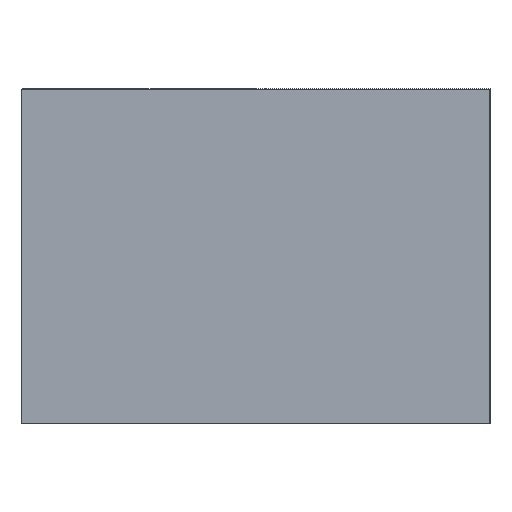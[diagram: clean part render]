
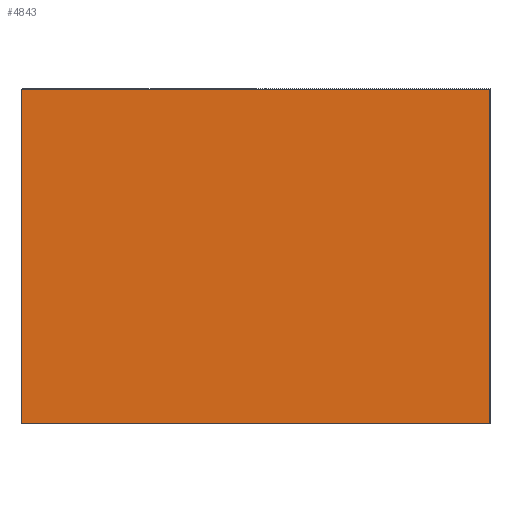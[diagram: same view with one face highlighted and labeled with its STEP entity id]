
A CAD part, left-side view. The second image highlights one B-rep face of the part: STEP entity #4843.
In plain terms, the highlighted planar face has unit normal (-1, 0, 0).
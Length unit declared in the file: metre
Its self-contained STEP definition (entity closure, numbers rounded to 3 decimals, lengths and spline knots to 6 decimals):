
#1128=ORIENTED_EDGE('',*,*,#2151,.F.);
#1129=ORIENTED_EDGE('',*,*,#1896,.F.);
#1130=ORIENTED_EDGE('',*,*,#2153,.T.);
#1131=ORIENTED_EDGE('',*,*,#1912,.T.);
#1896=EDGE_CURVE('',#2414,#2415,#2804,.T.);
#1912=EDGE_CURVE('',#2429,#2428,#2820,.T.);
#2151=EDGE_CURVE('',#2415,#2428,#2827,.T.);
#2153=EDGE_CURVE('',#2414,#2429,#2829,.T.);
#2414=VERTEX_POINT('',#7604);
#2415=VERTEX_POINT('',#7606);
#2428=VERTEX_POINT('',#7636);
#2429=VERTEX_POINT('',#7638);
#2804=LINE('',#7605,#2852);
#2820=LINE('',#7637,#2868);
#2827=LINE('',#8114,#2875);
#2829=LINE('',#8117,#2877);
#2852=VECTOR('',#6089,1.);
#2868=VECTOR('',#6109,1.);
#2875=VECTOR('',#6586,1.);
#2877=VECTOR('',#6590,1.);
#3245=EDGE_LOOP('',(#1128,#1129,#1130,#1131));
#4207=FACE_BOUND('',#3245,.T.);
#4821=PLANE('',#5462);
#4843=ADVANCED_FACE('',(#4207),#4821,.T.);
#5462=AXIS2_PLACEMENT_3D('',#8116,#6588,#6589);
#6089=DIRECTION('',(0.,0.,-1.));
#6109=DIRECTION('',(0.,0.,-1.));
#6586=DIRECTION('',(0.,1.,0.));
#6588=DIRECTION('',(-1.,0.,0.));
#6589=DIRECTION('',(0.,0.,1.));
#6590=DIRECTION('',(0.,1.,0.));
#7604=CARTESIAN_POINT('',(-0.05,-0.035,0.05));
#7605=CARTESIAN_POINT('',(-0.05,-0.035,0.05));
#7606=CARTESIAN_POINT('',(-0.05,-0.035,0.));
#7636=CARTESIAN_POINT('',(-0.05,0.035,0.));
#7637=CARTESIAN_POINT('',(-0.05,0.035,0.05));
#7638=CARTESIAN_POINT('',(-0.05,0.035,0.05));
#8114=CARTESIAN_POINT('',(-0.05,0.,0.));
#8116=CARTESIAN_POINT('',(-0.05,0.,0.05));
#8117=CARTESIAN_POINT('',(-0.05,0.,0.05));
